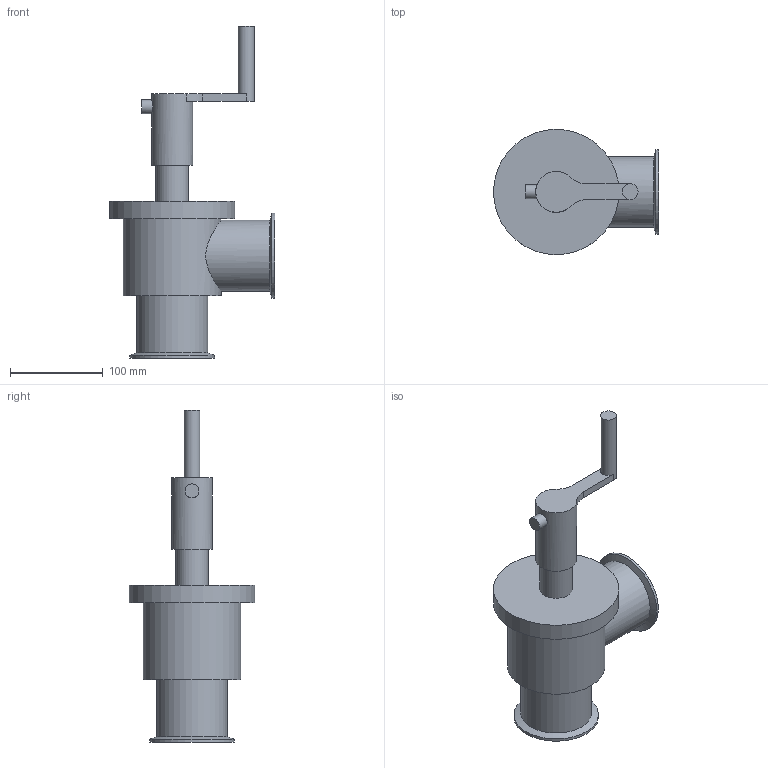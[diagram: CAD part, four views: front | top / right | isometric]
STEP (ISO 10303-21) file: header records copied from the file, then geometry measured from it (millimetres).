
FILE_DESCRIPTION(/* description */ (''),/* implementation_level */ '2;1');
FILE_NAME(/* name */ 'WC_M_C_30.stp',/* time_stamp */ '2021-08-19T17:59:16+09:00',/* author */ ('m'),/* organization */ (''),/* preprocessor_version */ 'ST-DEVELOPER v18.1',/* originating_system */ 'Autodesk Inventor 2021',/* authorisation */ '');
FILE_SCHEMA (('AUTOMOTIVE_DESIGN { 1 0 10303 214 3 1 1 }'));
Length unit declared in the file: millimetre
Products named in the file (1): WC_M_C_30
Bounding box: 177.5 x 135 x 357.15 mm (x, y, z)
Volume: 1243211 mm3; surface area: 156026.6 mm2
Topology: 1 solids, 1 shells, 30 faces, 60 edges, 39 vertices
Faces by surface type: cylinder 15, plane 13, cone 2
Full cylindrical faces by diameter (mm): 15 x1, 17 x1, 35 x1, 44 x1, 72.3 x2, 76.3 x2, 91 x2, 105 x1, 135 x1
Entity records: 982 total; most frequent: CARTESIAN_POINT 297, DIRECTION 143, ORIENTED_EDGE 120, EDGE_CURVE 60, AXIS2_PLACEMENT_3D 59, VERTEX_POINT 39, EDGE_LOOP 37, FACE_OUTER_BOUND 30
